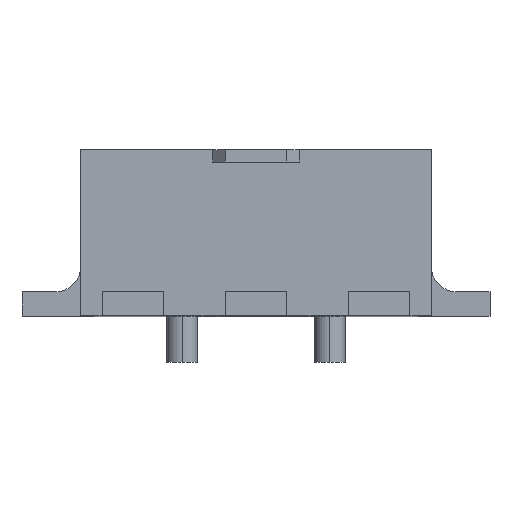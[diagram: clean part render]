
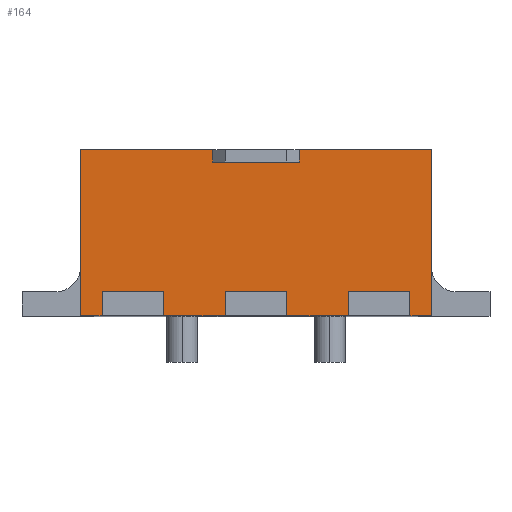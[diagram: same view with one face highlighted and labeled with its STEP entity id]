
A CAD part, top view. The second image highlights one B-rep face of the part: STEP entity #164.
In plain terms, the highlighted planar face has unit normal (0, 0, 1).
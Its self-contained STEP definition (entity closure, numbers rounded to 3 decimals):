
#8 = CARTESIAN_POINT ( 'NONE',  ( -2.85, 0., 3.7 ) ) ;
#12 = CARTESIAN_POINT ( 'NONE',  ( -2.85, 0., 3.7 ) ) ;
#19 = VERTEX_POINT ( 'NONE', #278 ) ;
#51 = EDGE_CURVE ( 'NONE', #659, #270, #1390, .T. ) ;
#53 = DIRECTION ( 'NONE',  ( 1., 0., 0. ) ) ;
#54 = LINE ( 'NONE', #782, #1540 ) ;
#55 = EDGE_CURVE ( 'NONE', #965, #461, #1278, .T. ) ;
#56 = ORIENTED_EDGE ( 'NONE', *, *, #378, .F. ) ;
#58 = VECTOR ( 'NONE', #1263, 1000. ) ;
#110 = CARTESIAN_POINT ( 'NONE',  ( -0.7, 2.5, 3.7 ) ) ;
#113 = LINE ( 'NONE', #829, #235 ) ;
#116 = EDGE_CURVE ( 'NONE', #485, #1331, #1370, .T. ) ;
#141 = VERTEX_POINT ( 'NONE', #1251 ) ;
#154 = VECTOR ( 'NONE', #852, 1000. ) ;
#164 = ADVANCED_FACE ( 'NONE', ( #1164 ), #918, .F. ) ;
#179 = VECTOR ( 'NONE', #1044, 1000. ) ;
#185 = CARTESIAN_POINT ( 'NONE',  ( 0.5, 0., 3.7 ) ) ;
#196 = ORIENTED_EDGE ( 'NONE', *, *, #434, .F. ) ;
#230 = CARTESIAN_POINT ( 'NONE',  ( -1.5, 0., 3.7 ) ) ;
#233 = VECTOR ( 'NONE', #325, 1000. ) ;
#235 = VECTOR ( 'NONE', #702, 1000. ) ;
#270 = VERTEX_POINT ( 'NONE', #1457 ) ;
#278 = CARTESIAN_POINT ( 'NONE',  ( 0.7, 2.7, 3.7 ) ) ;
#290 = CARTESIAN_POINT ( 'NONE',  ( -2.5, 0.4, 3.7 ) ) ;
#295 = CARTESIAN_POINT ( 'NONE',  ( 2.5, 0., 3.7 ) ) ;
#312 = CARTESIAN_POINT ( 'NONE',  ( -2.5, 0., 3.7 ) ) ;
#315 = EDGE_CURVE ( 'NONE', #1362, #461, #415, .T. ) ;
#321 = DIRECTION ( 'NONE',  ( 0., -1., 0. ) ) ;
#325 = DIRECTION ( 'NONE',  ( -1., 0., 0. ) ) ;
#332 = CARTESIAN_POINT ( 'NONE',  ( 1.5, 0., 3.7 ) ) ;
#337 = VECTOR ( 'NONE', #1282, 1000. ) ;
#350 = EDGE_CURVE ( 'NONE', #788, #644, #879, .T. ) ;
#354 = ORIENTED_EDGE ( 'NONE', *, *, #889, .T. ) ;
#368 = CARTESIAN_POINT ( 'NONE',  ( 2.85, 2.7, 3.7 ) ) ;
#370 = CARTESIAN_POINT ( 'NONE',  ( -2.85, 2.5, 3.7 ) ) ;
#378 = EDGE_CURVE ( 'NONE', #1331, #659, #1368, .T. ) ;
#415 = LINE ( 'NONE', #1146, #1439 ) ;
#418 = CARTESIAN_POINT ( 'NONE',  ( -0.7, 2.7, 3.7 ) ) ;
#434 = EDGE_CURVE ( 'NONE', #597, #141, #1060, .T. ) ;
#440 = CARTESIAN_POINT ( 'NONE',  ( -0.5, 0.4, 3.7 ) ) ;
#457 = VECTOR ( 'NONE', #1014, 1000. ) ;
#461 = VERTEX_POINT ( 'NONE', #838 ) ;
#467 = VECTOR ( 'NONE', #892, 1000. ) ;
#485 = VERTEX_POINT ( 'NONE', #230 ) ;
#494 = CARTESIAN_POINT ( 'NONE',  ( 1.5, 0., 3.7 ) ) ;
#495 = EDGE_CURVE ( 'NONE', #837, #644, #930, .T. ) ;
#503 = VERTEX_POINT ( 'NONE', #692 ) ;
#505 = VECTOR ( 'NONE', #1320, 1000. ) ;
#526 = VERTEX_POINT ( 'NONE', #1427 ) ;
#527 = CARTESIAN_POINT ( 'NONE',  ( 2.5, 0., 3.7 ) ) ;
#533 = VECTOR ( 'NONE', #1501, 1000. ) ;
#536 = LINE ( 'NONE', #418, #533 ) ;
#544 = CARTESIAN_POINT ( 'NONE',  ( -2.5, 0.4, 3.7 ) ) ;
#547 = CARTESIAN_POINT ( 'NONE',  ( -0.5, 0., 3.7 ) ) ;
#548 = DIRECTION ( 'NONE',  ( 1., 0., 0. ) ) ;
#549 = EDGE_CURVE ( 'NONE', #1362, #624, #1371, .T. ) ;
#554 = ORIENTED_EDGE ( 'NONE', *, *, #657, .F. ) ;
#560 = CARTESIAN_POINT ( 'NONE',  ( 2.85, 2.5, 3.7 ) ) ;
#567 = CARTESIAN_POINT ( 'NONE',  ( -2.85, 2.5, 3.7 ) ) ;
#568 = EDGE_CURVE ( 'NONE', #1136, #270, #961, .T. ) ;
#597 = VERTEX_POINT ( 'NONE', #764 ) ;
#603 = VERTEX_POINT ( 'NONE', #1124 ) ;
#624 = VERTEX_POINT ( 'NONE', #721 ) ;
#637 = EDGE_CURVE ( 'NONE', #1437, #526, #972, .T. ) ;
#644 = VERTEX_POINT ( 'NONE', #494 ) ;
#651 = DIRECTION ( 'NONE',  ( 1., 0., 0. ) ) ;
#654 = DIRECTION ( 'NONE',  ( 0., -1., 0. ) ) ;
#655 = CARTESIAN_POINT ( 'NONE',  ( -2.85, 2.7, 3.7 ) ) ;
#657 = EDGE_CURVE ( 'NONE', #503, #603, #679, .T. ) ;
#659 = VERTEX_POINT ( 'NONE', #544 ) ;
#676 = LINE ( 'NONE', #897, #337 ) ;
#677 = EDGE_CURVE ( 'NONE', #788, #597, #688, .T. ) ;
#679 = LINE ( 'NONE', #655, #58 ) ;
#684 = VECTOR ( 'NONE', #767, 1000. ) ;
#688 = LINE ( 'NONE', #185, #457 ) ;
#689 = LINE ( 'NONE', #567, #179 ) ;
#692 = CARTESIAN_POINT ( 'NONE',  ( -2.85, 2.7, 3.7 ) ) ;
#694 = DIRECTION ( 'NONE',  ( -1., 0., 0. ) ) ;
#695 = CARTESIAN_POINT ( 'NONE',  ( 1.5, 0.4, 3.7 ) ) ;
#702 = DIRECTION ( 'NONE',  ( 1., 0., 0. ) ) ;
#704 = VECTOR ( 'NONE', #1298, 1000. ) ;
#719 = EDGE_LOOP ( 'NONE', ( #1291, #958, #963, #927, #1333, #969, #1211, #1452, #1503, #554, #1511, #1473, #1416, #56, #960, #354, #724, #196, #1215, #1485 ) ) ;
#721 = CARTESIAN_POINT ( 'NONE',  ( 2.5, 0.4, 3.7 ) ) ;
#724 = ORIENTED_EDGE ( 'NONE', *, *, #1276, .F. ) ;
#751 = EDGE_CURVE ( 'NONE', #603, #1437, #536, .T. ) ;
#756 = VECTOR ( 'NONE', #548, 1000. ) ;
#764 = CARTESIAN_POINT ( 'NONE',  ( 0.5, 0.4, 3.7 ) ) ;
#767 = DIRECTION ( 'NONE',  ( -1., 0., 0. ) ) ;
#782 = CARTESIAN_POINT ( 'NONE',  ( -0.5, 0., 3.7 ) ) ;
#788 = VERTEX_POINT ( 'NONE', #1071 ) ;
#789 = CARTESIAN_POINT ( 'NONE',  ( -1.5, 0., 3.7 ) ) ;
#829 = CARTESIAN_POINT ( 'NONE',  ( 0.7, 2.7, 3.7 ) ) ;
#837 = VERTEX_POINT ( 'NONE', #1523 ) ;
#838 = CARTESIAN_POINT ( 'NONE',  ( 2.85, 0., 3.7 ) ) ;
#841 = LINE ( 'NONE', #695, #505 ) ;
#852 = DIRECTION ( 'NONE',  ( 1., 0., 0. ) ) ;
#857 = VERTEX_POINT ( 'NONE', #547 ) ;
#879 = LINE ( 'NONE', #1277, #756 ) ;
#889 = EDGE_CURVE ( 'NONE', #485, #857, #676, .T. ) ;
#892 = DIRECTION ( 'NONE',  ( 0., -1., 0. ) ) ;
#897 = CARTESIAN_POINT ( 'NONE',  ( -2.85, 0., 3.7 ) ) ;
#918 = PLANE ( 'NONE',  #1425 ) ;
#927 = ORIENTED_EDGE ( 'NONE', *, *, #315, .T. ) ;
#930 = LINE ( 'NONE', #332, #1058 ) ;
#958 = ORIENTED_EDGE ( 'NONE', *, *, #1506, .F. ) ;
#960 = ORIENTED_EDGE ( 'NONE', *, *, #116, .F. ) ;
#961 = LINE ( 'NONE', #8, #1085 ) ;
#963 = ORIENTED_EDGE ( 'NONE', *, *, #549, .F. ) ;
#965 = VERTEX_POINT ( 'NONE', #368 ) ;
#969 = ORIENTED_EDGE ( 'NONE', *, *, #982, .F. ) ;
#972 = LINE ( 'NONE', #370, #154 ) ;
#982 = EDGE_CURVE ( 'NONE', #19, #965, #113, .T. ) ;
#990 = EDGE_CURVE ( 'NONE', #19, #526, #1438, .T. ) ;
#1005 = DIRECTION ( 'NONE',  ( 0., 0., -1. ) ) ;
#1014 = DIRECTION ( 'NONE',  ( 0., 1., 0. ) ) ;
#1044 = DIRECTION ( 'NONE',  ( 0., -1., 0. ) ) ;
#1058 = VECTOR ( 'NONE', #1185, 1000. ) ;
#1060 = LINE ( 'NONE', #440, #233 ) ;
#1071 = CARTESIAN_POINT ( 'NONE',  ( 0.5, 0., 3.7 ) ) ;
#1085 = VECTOR ( 'NONE', #53, 1000. ) ;
#1124 = CARTESIAN_POINT ( 'NONE',  ( -0.7, 2.7, 3.7 ) ) ;
#1136 = VERTEX_POINT ( 'NONE', #12 ) ;
#1146 = CARTESIAN_POINT ( 'NONE',  ( -2.85, 0., 3.7 ) ) ;
#1164 = FACE_OUTER_BOUND ( 'NONE', #719, .T. ) ;
#1174 = CARTESIAN_POINT ( 'NONE',  ( 0.7, 2.7, 3.7 ) ) ;
#1185 = DIRECTION ( 'NONE',  ( 0., -1., 0. ) ) ;
#1211 = ORIENTED_EDGE ( 'NONE', *, *, #990, .T. ) ;
#1215 = ORIENTED_EDGE ( 'NONE', *, *, #677, .F. ) ;
#1251 = CARTESIAN_POINT ( 'NONE',  ( -0.5, 0.4, 3.7 ) ) ;
#1263 = DIRECTION ( 'NONE',  ( 1., 0., 0. ) ) ;
#1276 = EDGE_CURVE ( 'NONE', #141, #857, #54, .T. ) ;
#1277 = CARTESIAN_POINT ( 'NONE',  ( -2.85, 0., 3.7 ) ) ;
#1278 = LINE ( 'NONE', #560, #467 ) ;
#1282 = DIRECTION ( 'NONE',  ( 1., 0., 0. ) ) ;
#1291 = ORIENTED_EDGE ( 'NONE', *, *, #495, .F. ) ;
#1298 = DIRECTION ( 'NONE',  ( 0., -1., 0. ) ) ;
#1320 = DIRECTION ( 'NONE',  ( -1., 0., 0. ) ) ;
#1326 = VECTOR ( 'NONE', #1491, 1000. ) ;
#1331 = VERTEX_POINT ( 'NONE', #1372 ) ;
#1333 = ORIENTED_EDGE ( 'NONE', *, *, #55, .F. ) ;
#1362 = VERTEX_POINT ( 'NONE', #295 ) ;
#1368 = LINE ( 'NONE', #290, #684 ) ;
#1370 = LINE ( 'NONE', #789, #1326 ) ;
#1371 = LINE ( 'NONE', #527, #1388 ) ;
#1372 = CARTESIAN_POINT ( 'NONE',  ( -1.5, 0.4, 3.7 ) ) ;
#1388 = VECTOR ( 'NONE', #1560, 1000. ) ;
#1390 = LINE ( 'NONE', #312, #1400 ) ;
#1397 = CARTESIAN_POINT ( 'NONE',  ( -2.85, 2.5, 3.7 ) ) ;
#1400 = VECTOR ( 'NONE', #654, 1000. ) ;
#1416 = ORIENTED_EDGE ( 'NONE', *, *, #51, .F. ) ;
#1425 = AXIS2_PLACEMENT_3D ( 'NONE', #1397, #1005, #694 ) ;
#1427 = CARTESIAN_POINT ( 'NONE',  ( 0.7, 2.5, 3.7 ) ) ;
#1437 = VERTEX_POINT ( 'NONE', #110 ) ;
#1438 = LINE ( 'NONE', #1174, #704 ) ;
#1439 = VECTOR ( 'NONE', #651, 1000. ) ;
#1452 = ORIENTED_EDGE ( 'NONE', *, *, #637, .F. ) ;
#1456 = EDGE_CURVE ( 'NONE', #503, #1136, #689, .T. ) ;
#1457 = CARTESIAN_POINT ( 'NONE',  ( -2.5, 0., 3.7 ) ) ;
#1473 = ORIENTED_EDGE ( 'NONE', *, *, #568, .T. ) ;
#1485 = ORIENTED_EDGE ( 'NONE', *, *, #350, .T. ) ;
#1491 = DIRECTION ( 'NONE',  ( 0., 1., 0. ) ) ;
#1501 = DIRECTION ( 'NONE',  ( 0., -1., 0. ) ) ;
#1503 = ORIENTED_EDGE ( 'NONE', *, *, #751, .F. ) ;
#1506 = EDGE_CURVE ( 'NONE', #624, #837, #841, .T. ) ;
#1511 = ORIENTED_EDGE ( 'NONE', *, *, #1456, .T. ) ;
#1523 = CARTESIAN_POINT ( 'NONE',  ( 1.5, 0.4, 3.7 ) ) ;
#1540 = VECTOR ( 'NONE', #321, 1000. ) ;
#1560 = DIRECTION ( 'NONE',  ( 0., 1., 0. ) ) ;
